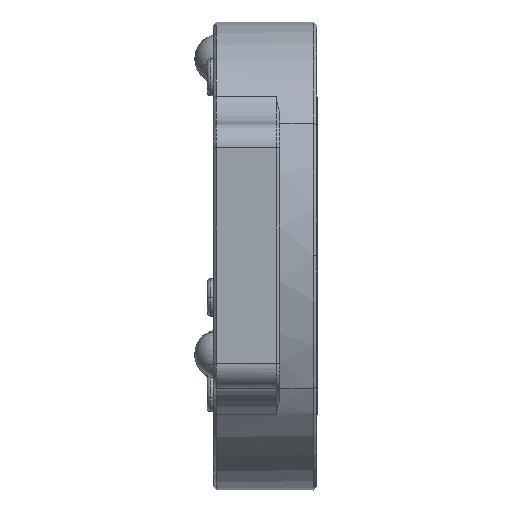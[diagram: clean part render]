
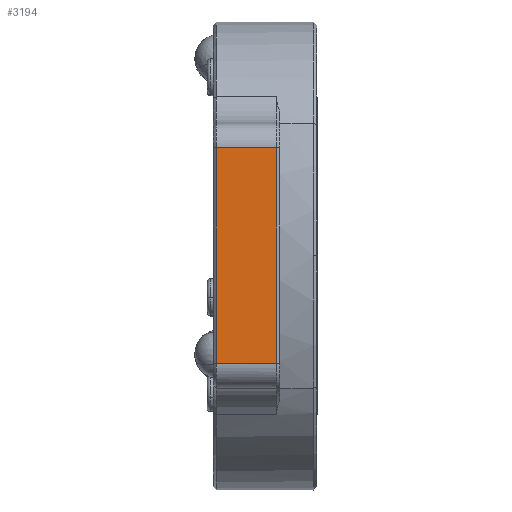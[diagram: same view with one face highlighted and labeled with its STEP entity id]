
A CAD part, top view. The second image highlights one B-rep face of the part: STEP entity #3194.
In plain terms, the highlighted planar face has unit normal (0, 0, 1).
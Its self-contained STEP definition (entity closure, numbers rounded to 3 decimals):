
#322 = VERTEX_POINT ( 'NONE', #6117 ) ;
#858 = CARTESIAN_POINT ( 'NONE',  ( 10.388, 2.917, 20. ) ) ;
#1771 = B_SPLINE_CURVE_WITH_KNOTS ( 'NONE', 3,
 ( #9294, #11691, #858, #11551 ),
 .UNSPECIFIED., .F., .F.,
 ( 4, 4 ),
 ( 0., 1. ),
 .UNSPECIFIED. ) ;
#1954 = FACE_OUTER_BOUND ( 'NONE', #4462, .T. ) ;
#2602 = EDGE_CURVE ( 'NONE', #2828, #4330, #1771, .T. ) ;
#2828 = VERTEX_POINT ( 'NONE', #3603 ) ;
#3194 = ADVANCED_FACE ( 'NONE', ( #1954 ), #12501, .T. ) ;
#3327 = VERTEX_POINT ( 'NONE', #11995 ) ;
#3586 = CARTESIAN_POINT ( 'NONE',  ( 10.388, 8.75, 20. ) ) ;
#3603 = CARTESIAN_POINT ( 'NONE',  ( 10.388, -8.75, 20. ) ) ;
#4330 = VERTEX_POINT ( 'NONE', #7182 ) ;
#4345 = CARTESIAN_POINT ( 'NONE',  ( 8.755, -8.75, 20. ) ) ;
#4462 = EDGE_LOOP ( 'NONE', ( #13093, #12116, #9966, #5818 ) ) ;
#5482 = CARTESIAN_POINT ( 'NONE',  ( 5.488, -2.917, 20. ) ) ;
#5818 = ORIENTED_EDGE ( 'NONE', *, *, #5953, .F. ) ;
#5953 = EDGE_CURVE ( 'NONE', #322, #3327, #7389, .T. ) ;
#6117 = CARTESIAN_POINT ( 'NONE',  ( 5.488, -8.75, 20. ) ) ;
#6661 = B_SPLINE_CURVE_WITH_KNOTS ( 'NONE', 3,
 ( #10041, #7995, #7080, #3586 ),
 .UNSPECIFIED., .F., .F.,
 ( 4, 4 ),
 ( 0., 1. ),
 .UNSPECIFIED. ) ;
#7080 = CARTESIAN_POINT ( 'NONE',  ( 8.755, 8.75, 20. ) ) ;
#7182 = CARTESIAN_POINT ( 'NONE',  ( 10.388, 8.75, 20. ) ) ;
#7389 = B_SPLINE_CURVE_WITH_KNOTS ( 'NONE', 3,
 ( #10775, #5482, #7456, #8789 ),
 .UNSPECIFIED., .F., .F.,
 ( 4, 4 ),
 ( 0., 1. ),
 .UNSPECIFIED. ) ;
#7456 = CARTESIAN_POINT ( 'NONE',  ( 5.488, 2.917, 20. ) ) ;
#7886 = EDGE_CURVE ( 'NONE', #3327, #4330, #6661, .T. ) ;
#7995 = CARTESIAN_POINT ( 'NONE',  ( 7.121, 8.75, 20. ) ) ;
#8789 = CARTESIAN_POINT ( 'NONE',  ( 5.488, 8.75, 20. ) ) ;
#9294 = CARTESIAN_POINT ( 'NONE',  ( 10.388, -8.75, 20. ) ) ;
#9378 = B_SPLINE_CURVE_WITH_KNOTS ( 'NONE', 3,
 ( #13068, #4345, #12006, #9683 ),
 .UNSPECIFIED., .F., .F.,
 ( 4, 4 ),
 ( 0., 1. ),
 .UNSPECIFIED. ) ;
#9683 = CARTESIAN_POINT ( 'NONE',  ( 5.488, -8.75, 20. ) ) ;
#9966 = ORIENTED_EDGE ( 'NONE', *, *, #7886, .F. ) ;
#10041 = CARTESIAN_POINT ( 'NONE',  ( 5.488, 8.75, 20. ) ) ;
#10461 = CARTESIAN_POINT ( 'NONE',  ( -49.934, 10.75, 20. ) ) ;
#10775 = CARTESIAN_POINT ( 'NONE',  ( 5.488, -8.75, 20. ) ) ;
#11551 = CARTESIAN_POINT ( 'NONE',  ( 10.388, 8.75, 20. ) ) ;
#11691 = CARTESIAN_POINT ( 'NONE',  ( 10.388, -2.917, 20. ) ) ;
#11842 = AXIS2_PLACEMENT_3D ( 'NONE', #10461, #12647, #12576 ) ;
#11995 = CARTESIAN_POINT ( 'NONE',  ( 5.488, 8.75, 20. ) ) ;
#12006 = CARTESIAN_POINT ( 'NONE',  ( 7.121, -8.75, 20. ) ) ;
#12116 = ORIENTED_EDGE ( 'NONE', *, *, #2602, .T. ) ;
#12501 = PLANE ( 'NONE',  #11842 ) ;
#12576 = DIRECTION ( 'NONE',  ( 1., 0., 0. ) ) ;
#12647 = DIRECTION ( 'NONE',  ( 0., 0., 1. ) ) ;
#13068 = CARTESIAN_POINT ( 'NONE',  ( 10.388, -8.75, 20. ) ) ;
#13093 = ORIENTED_EDGE ( 'NONE', *, *, #13453, .F. ) ;
#13453 = EDGE_CURVE ( 'NONE', #2828, #322, #9378, .T. ) ;
